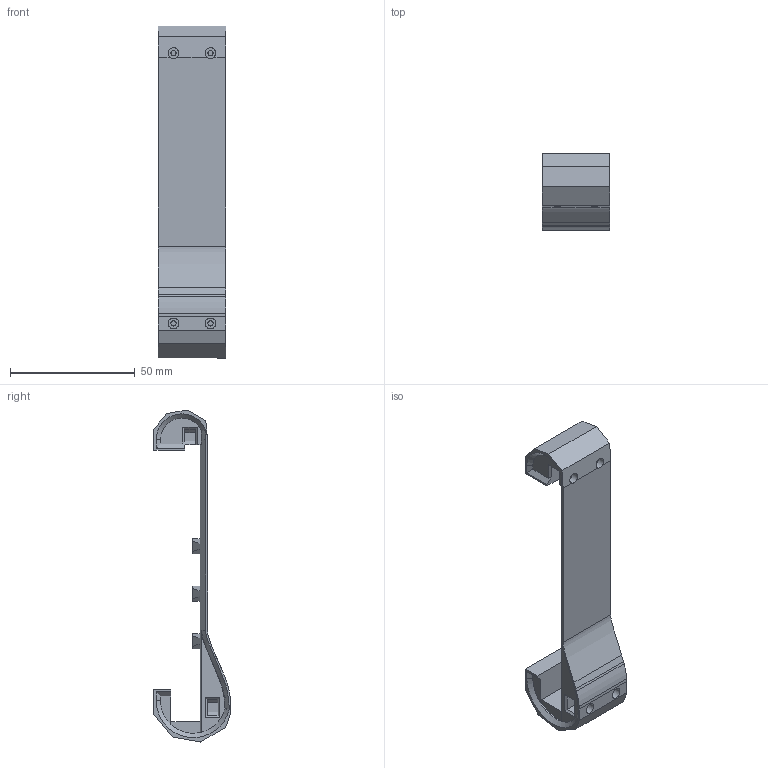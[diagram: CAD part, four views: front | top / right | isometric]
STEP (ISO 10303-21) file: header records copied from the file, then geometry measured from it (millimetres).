
FILE_DESCRIPTION(/* description */ (''),/* implementation_level */ '2;1');
FILE_NAME(/* name */ 'left connect ez print.step',/* time_stamp */ '2022-11-09T23:31:43+01:00',/* author */ (''),/* organization */ (''),/* preprocessor_version */ 'ST-DEVELOPER v19.2',/* originating_system */ 'Autodesk Translation Framework v11.17.0.187',/* authorisation */ '');
FILE_SCHEMA (('AUTOMOTIVE_DESIGN { 1 0 10303 214 3 1 1 }'));
Length unit declared in the file: millimetre
Products named in the file (1): left connect ez print
Bounding box: 27 x 30.73 x 132.97 mm (x, y, z)
Volume: 25219.6 mm3; surface area: 12700.2 mm2
Topology: 1 solids, 1 shells, 149 faces, 397 edges, 256 vertices
Faces by surface type: plane 116, cylinder 14, cone 11, bspline 8
Full cylindrical faces by diameter (mm): 2.1 x4, 3.2 x3, 4.3 x4
Entity records: 4920 total; most frequent: CARTESIAN_POINT 1197, ORIENTED_EDGE 786, DIRECTION 710, EDGE_CURVE 393, LINE 324, VECTOR 324, VERTEX_POINT 256, AXIS2_PLACEMENT_3D 193
